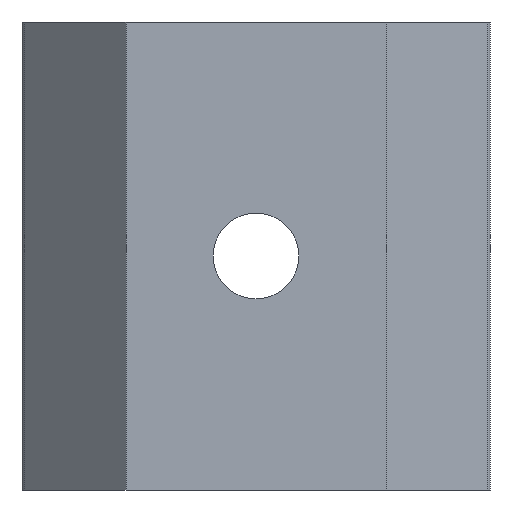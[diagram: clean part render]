
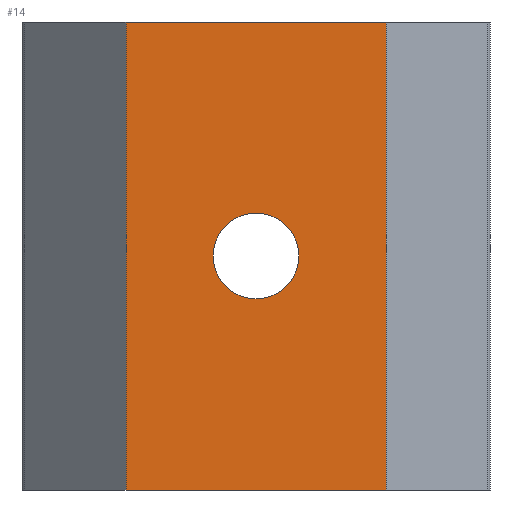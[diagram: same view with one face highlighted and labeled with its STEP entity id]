
A CAD part, front view. The second image highlights one B-rep face of the part: STEP entity #14.
In plain terms, the highlighted planar face has unit normal (0, -1, 0).
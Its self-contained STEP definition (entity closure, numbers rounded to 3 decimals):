
#14 = ADVANCED_FACE ( 'NONE', ( #81, #434 ), #622, .F. ) ;
#23 = AXIS2_PLACEMENT_3D ( 'NONE', #311, #757, #381 ) ;
#58 = VERTEX_POINT ( 'NONE', #532 ) ;
#64 = VERTEX_POINT ( 'NONE', #123 ) ;
#79 = DIRECTION ( 'NONE',  ( 1., 0., 0. ) ) ;
#81 = FACE_BOUND ( 'NONE', #288, .T. ) ;
#94 = ORIENTED_EDGE ( 'NONE', *, *, #612, .F. ) ;
#106 = CARTESIAN_POINT ( 'NONE',  ( 5., -4.5, -9. ) ) ;
#123 = CARTESIAN_POINT ( 'NONE',  ( 5., -4.5, 9. ) ) ;
#138 = VERTEX_POINT ( 'NONE', #254 ) ;
#139 = DIRECTION ( 'NONE',  ( 0., 1., 0. ) ) ;
#140 = ORIENTED_EDGE ( 'NONE', *, *, #522, .T. ) ;
#145 = CARTESIAN_POINT ( 'NONE',  ( 1.65, -4.5, 0. ) ) ;
#166 = EDGE_CURVE ( 'NONE', #64, #316, #410, .T. ) ;
#186 = VERTEX_POINT ( 'NONE', #424 ) ;
#187 = ORIENTED_EDGE ( 'NONE', *, *, #279, .T. ) ;
#204 = VERTEX_POINT ( 'NONE', #145 ) ;
#211 = DIRECTION ( 'NONE',  ( 0., 0., -1. ) ) ;
#228 = ORIENTED_EDGE ( 'NONE', *, *, #798, .T. ) ;
#230 = CARTESIAN_POINT ( 'NONE',  ( 5., -4.5, -9. ) ) ;
#233 = ORIENTED_EDGE ( 'NONE', *, *, #166, .F. ) ;
#246 = ORIENTED_EDGE ( 'NONE', *, *, #360, .T. ) ;
#254 = CARTESIAN_POINT ( 'NONE',  ( -5., -4.5, -9. ) ) ;
#256 = EDGE_LOOP ( 'NONE', ( #228, #233, #94, #187 ) ) ;
#274 = AXIS2_PLACEMENT_3D ( 'NONE', #319, #761, #386 ) ;
#279 = EDGE_CURVE ( 'NONE', #186, #138, #370, .T. ) ;
#288 = EDGE_LOOP ( 'NONE', ( #140, #246 ) ) ;
#311 = CARTESIAN_POINT ( 'NONE',  ( 0., -4.5, 0. ) ) ;
#316 = VERTEX_POINT ( 'NONE', #230 ) ;
#319 = CARTESIAN_POINT ( 'NONE',  ( 0., -4.5, 0. ) ) ;
#337 = CIRCLE ( 'NONE', #23, 1.65 ) ;
#354 = VECTOR ( 'NONE', #445, 1000. ) ;
#360 = EDGE_CURVE ( 'NONE', #204, #58, #337, .T. ) ;
#361 = CARTESIAN_POINT ( 'NONE',  ( -5., -4.5, 9. ) ) ;
#370 = LINE ( 'NONE', #361, #354 ) ;
#381 = DIRECTION ( 'NONE',  ( -1., 0., 0. ) ) ;
#386 = DIRECTION ( 'NONE',  ( -1., 0., 0. ) ) ;
#397 = VECTOR ( 'NONE', #211, 1000. ) ;
#410 = LINE ( 'NONE', #631, #397 ) ;
#413 = CARTESIAN_POINT ( 'NONE',  ( 5., -4.5, 9. ) ) ;
#424 = CARTESIAN_POINT ( 'NONE',  ( -5., -4.5, 9. ) ) ;
#434 = FACE_OUTER_BOUND ( 'NONE', #256, .T. ) ;
#445 = DIRECTION ( 'NONE',  ( 0., 0., -1. ) ) ;
#522 = EDGE_CURVE ( 'NONE', #58, #204, #602, .T. ) ;
#532 = CARTESIAN_POINT ( 'NONE',  ( -1.65, -4.5, 0. ) ) ;
#537 = CARTESIAN_POINT ( 'NONE',  ( 5., -4.5, 9. ) ) ;
#561 = LINE ( 'NONE', #537, #568 ) ;
#568 = VECTOR ( 'NONE', #606, 1000. ) ;
#602 = CIRCLE ( 'NONE', #274, 1.65 ) ;
#606 = DIRECTION ( 'NONE',  ( 1., 0., 0. ) ) ;
#612 = EDGE_CURVE ( 'NONE', #186, #64, #561, .T. ) ;
#622 = PLANE ( 'NONE',  #774 ) ;
#631 = CARTESIAN_POINT ( 'NONE',  ( 5., -4.5, 9. ) ) ;
#725 = LINE ( 'NONE', #106, #816 ) ;
#757 = DIRECTION ( 'NONE',  ( 0., 1., 0. ) ) ;
#761 = DIRECTION ( 'NONE',  ( 0., 1., 0. ) ) ;
#774 = AXIS2_PLACEMENT_3D ( 'NONE', #413, #139, #776 ) ;
#776 = DIRECTION ( 'NONE',  ( -1., 0., 0. ) ) ;
#798 = EDGE_CURVE ( 'NONE', #138, #316, #725, .T. ) ;
#816 = VECTOR ( 'NONE', #79, 1000. ) ;
